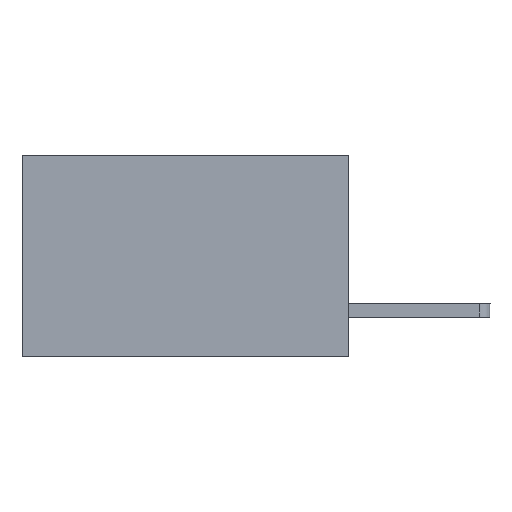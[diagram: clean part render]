
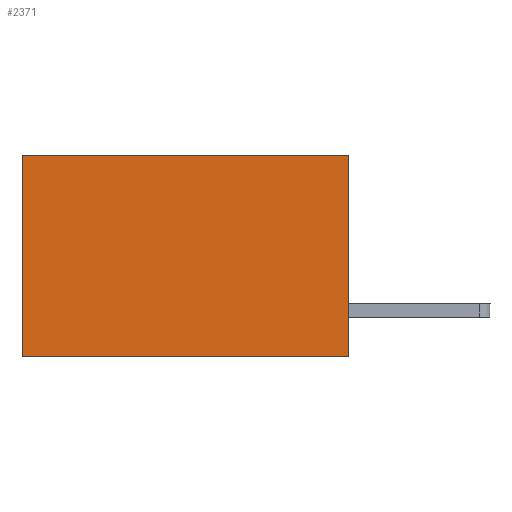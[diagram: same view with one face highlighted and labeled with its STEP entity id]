
A CAD part, left-side view. The second image highlights one B-rep face of the part: STEP entity #2371.
In plain terms, the highlighted planar face has unit normal (-1, 0, 0).
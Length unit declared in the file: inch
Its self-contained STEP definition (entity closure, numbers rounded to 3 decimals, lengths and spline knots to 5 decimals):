
#50 = VERTEX_POINT ( 'NONE', #3592 ) ;
#885 = CARTESIAN_POINT ( 'NONE',  ( 0.298, 0.6, 0. ) ) ;
#912 = VERTEX_POINT ( 'NONE', #1591 ) ;
#1091 = DIRECTION ( 'NONE',  ( 0., 1., 0. ) ) ;
#1245 = DIRECTION ( 'NONE',  ( 1., 0., 0. ) ) ;
#1591 = CARTESIAN_POINT ( 'NONE',  ( 0.298, 0.6, -0.37 ) ) ;
#1711 = CARTESIAN_POINT ( 'NONE',  ( 0.298, 0., 0. ) ) ;
#1721 = DIRECTION ( 'NONE',  ( 0., 1., 0. ) ) ;
#1821 = PLANE ( 'NONE',  #3244 ) ;
#2371 = ADVANCED_FACE ( 'NONE', ( #2440 ), #1821, .F. ) ;
#2440 = FACE_OUTER_BOUND ( 'NONE', #8605, .T. ) ;
#3089 = VECTOR ( 'NONE', #5627, 39.37008 ) ;
#3214 = EDGE_CURVE ( 'NONE', #8466, #3714, #8752, .T. ) ;
#3244 = AXIS2_PLACEMENT_3D ( 'NONE', #3883, #1245, #4600 ) ;
#3263 = VECTOR ( 'NONE', #8581, 39.37008 ) ;
#3592 = CARTESIAN_POINT ( 'NONE',  ( 0.298, 0.6, 0. ) ) ;
#3714 = VERTEX_POINT ( 'NONE', #8032 ) ;
#3853 = LINE ( 'NONE', #7957, #8042 ) ;
#3883 = CARTESIAN_POINT ( 'NONE',  ( 0.298, 0., 0. ) ) ;
#4207 = ORIENTED_EDGE ( 'NONE', *, *, #8117, .F. ) ;
#4591 = EDGE_CURVE ( 'NONE', #50, #912, #5088, .T. ) ;
#4600 = DIRECTION ( 'NONE',  ( 0., 0., -1. ) ) ;
#4864 = VECTOR ( 'NONE', #1721, 39.37008 ) ;
#5082 = CARTESIAN_POINT ( 'NONE',  ( 0.298, 0., -0.37 ) ) ;
#5088 = LINE ( 'NONE', #885, #3089 ) ;
#5157 = EDGE_CURVE ( 'NONE', #8466, #50, #3853, .T. ) ;
#5468 = ORIENTED_EDGE ( 'NONE', *, *, #5157, .T. ) ;
#5627 = DIRECTION ( 'NONE',  ( 0., 0., -1. ) ) ;
#6678 = ORIENTED_EDGE ( 'NONE', *, *, #3214, .F. ) ;
#6695 = ORIENTED_EDGE ( 'NONE', *, *, #4591, .T. ) ;
#7243 = CARTESIAN_POINT ( 'NONE',  ( 0.298, 0., 0. ) ) ;
#7957 = CARTESIAN_POINT ( 'NONE',  ( 0.298, 0., 0. ) ) ;
#8032 = CARTESIAN_POINT ( 'NONE',  ( 0.298, 0., -0.37 ) ) ;
#8042 = VECTOR ( 'NONE', #1091, 39.37008 ) ;
#8117 = EDGE_CURVE ( 'NONE', #3714, #912, #8469, .T. ) ;
#8466 = VERTEX_POINT ( 'NONE', #1711 ) ;
#8469 = LINE ( 'NONE', #5082, #4864 ) ;
#8581 = DIRECTION ( 'NONE',  ( 0., 0., -1. ) ) ;
#8605 = EDGE_LOOP ( 'NONE', ( #6695, #4207, #6678, #5468 ) ) ;
#8752 = LINE ( 'NONE', #7243, #3263 ) ;
